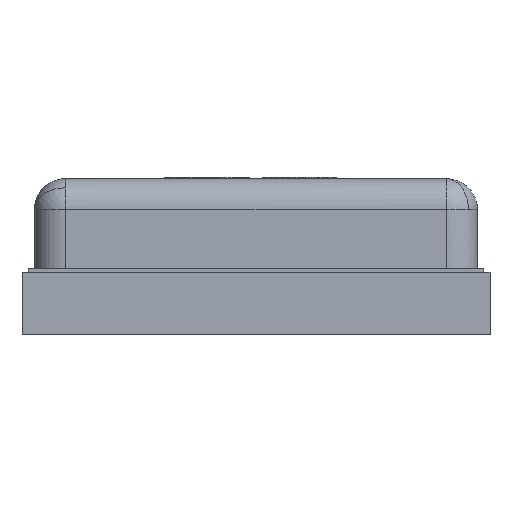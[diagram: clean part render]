
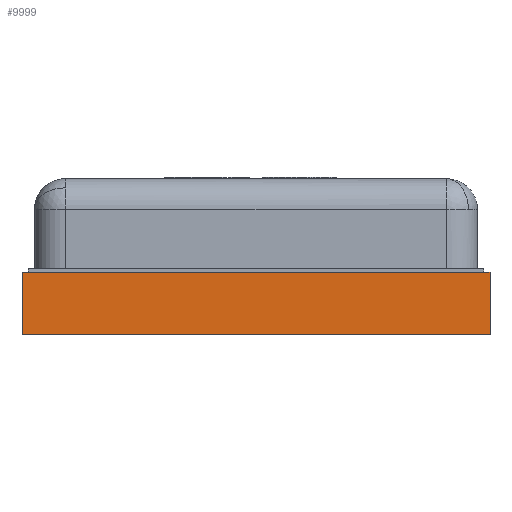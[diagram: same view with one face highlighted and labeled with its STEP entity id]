
A CAD part, left-side view. The second image highlights one B-rep face of the part: STEP entity #9999.
In plain terms, the highlighted planar face has unit normal (-1, 0, 0).
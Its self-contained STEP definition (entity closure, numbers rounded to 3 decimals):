
#173 = DIRECTION ( 'NONE',  ( 0., 0., 1. ) ) ;
#666 = DIRECTION ( 'NONE',  ( 0., 0., 1. ) ) ;
#1220 = CARTESIAN_POINT ( 'NONE',  ( -2.36, 1.88, 0.5 ) ) ;
#1451 = CARTESIAN_POINT ( 'NONE',  ( -2.36, -1.88, 0. ) ) ;
#1588 = FACE_OUTER_BOUND ( 'NONE', #2042, .T. ) ;
#1670 = EDGE_CURVE ( 'NONE', #3724, #9623, #5771, .T. ) ;
#2042 = EDGE_LOOP ( 'NONE', ( #2562, #7183, #7179, #6317 ) ) ;
#2099 = LINE ( 'NONE', #6313, #10210 ) ;
#2545 = CARTESIAN_POINT ( 'NONE',  ( -2.36, 1.88, 0. ) ) ;
#2562 = ORIENTED_EDGE ( 'NONE', *, *, #7118, .T. ) ;
#3228 = AXIS2_PLACEMENT_3D ( 'NONE', #8037, #9229, #8166 ) ;
#3460 = VERTEX_POINT ( 'NONE', #1451 ) ;
#3600 = CARTESIAN_POINT ( 'NONE',  ( -2.36, -1.88, 0.5 ) ) ;
#3724 = VERTEX_POINT ( 'NONE', #2545 ) ;
#4373 = VERTEX_POINT ( 'NONE', #3600 ) ;
#5270 = DIRECTION ( 'NONE',  ( 0., -1., 0. ) ) ;
#5771 = LINE ( 'NONE', #9908, #10638 ) ;
#6313 = CARTESIAN_POINT ( 'NONE',  ( -2.36, 1.88, 0. ) ) ;
#6317 = ORIENTED_EDGE ( 'NONE', *, *, #7791, .T. ) ;
#6958 = DIRECTION ( 'NONE',  ( 0., -1., 0. ) ) ;
#7092 = LINE ( 'NONE', #8197, #11632 ) ;
#7118 = EDGE_CURVE ( 'NONE', #3460, #4373, #9337, .T. ) ;
#7179 = ORIENTED_EDGE ( 'NONE', *, *, #1670, .F. ) ;
#7183 = ORIENTED_EDGE ( 'NONE', *, *, #8578, .F. ) ;
#7791 = EDGE_CURVE ( 'NONE', #3724, #3460, #2099, .T. ) ;
#8037 = CARTESIAN_POINT ( 'NONE',  ( -2.36, 1.88, 0. ) ) ;
#8166 = DIRECTION ( 'NONE',  ( 0., -1., 0. ) ) ;
#8197 = CARTESIAN_POINT ( 'NONE',  ( -2.36, 1.88, 0.5 ) ) ;
#8578 = EDGE_CURVE ( 'NONE', #9623, #4373, #7092, .T. ) ;
#9229 = DIRECTION ( 'NONE',  ( -1., 0., 0. ) ) ;
#9271 = CARTESIAN_POINT ( 'NONE',  ( -2.36, -1.88, 0. ) ) ;
#9337 = LINE ( 'NONE', #9271, #10193 ) ;
#9623 = VERTEX_POINT ( 'NONE', #1220 ) ;
#9908 = CARTESIAN_POINT ( 'NONE',  ( -2.36, 1.88, 0. ) ) ;
#9999 = ADVANCED_FACE ( 'NONE', ( #1588 ), #11855, .T. ) ;
#10193 = VECTOR ( 'NONE', #173, 1000. ) ;
#10210 = VECTOR ( 'NONE', #5270, 1000. ) ;
#10638 = VECTOR ( 'NONE', #666, 1000. ) ;
#11632 = VECTOR ( 'NONE', #6958, 1000. ) ;
#11855 = PLANE ( 'NONE',  #3228 ) ;
